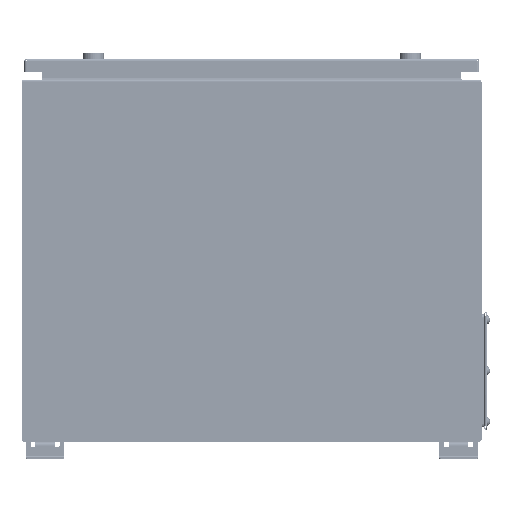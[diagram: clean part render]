
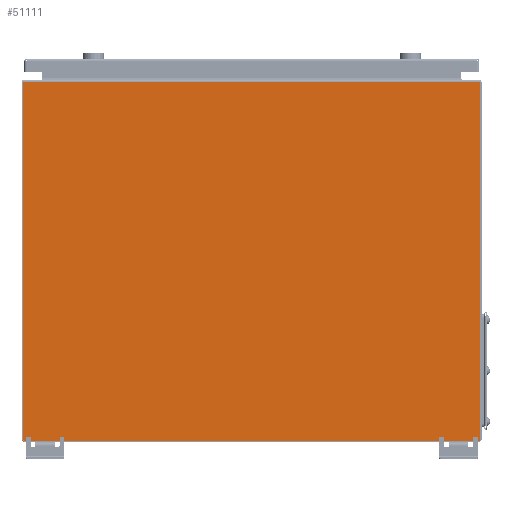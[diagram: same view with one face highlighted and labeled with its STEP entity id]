
A CAD part, left-side view. The second image highlights one B-rep face of the part: STEP entity #51111.
In plain terms, the highlighted planar face has unit normal (-1, 0, 0).
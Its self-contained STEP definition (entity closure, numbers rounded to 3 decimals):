
#2020 = CARTESIAN_POINT ( 'NONE',  ( -1.5, 300., -233.5 ) ) ;
#2148 = VERTEX_POINT ( 'NONE', #54683 ) ;
#2155 = CARTESIAN_POINT ( 'NONE',  ( -1.5, 297., -236.5 ) ) ;
#2172 = CARTESIAN_POINT ( 'NONE',  ( -1.5, 300., 236.5 ) ) ;
#5721 = EDGE_CURVE ( 'NONE', #47594, #29359, #52849, .T. ) ;
#9036 = LINE ( 'NONE', #27654, #28841 ) ;
#9600 = ORIENTED_EDGE ( 'NONE', *, *, #9844, .T. ) ;
#9844 = EDGE_CURVE ( 'NONE', #55323, #43202, #78073, .T. ) ;
#12505 = CARTESIAN_POINT ( 'NONE',  ( -1.5, 297., -233.5 ) ) ;
#13046 = DIRECTION ( 'NONE',  ( 0., 0., 1. ) ) ;
#13495 = LINE ( 'NONE', #59560, #26521 ) ;
#13662 = ORIENTED_EDGE ( 'NONE', *, *, #35074, .T. ) ;
#13871 = FACE_OUTER_BOUND ( 'NONE', #16248, .T. ) ;
#14971 = ORIENTED_EDGE ( 'NONE', *, *, #48606, .T. ) ;
#16013 = AXIS2_PLACEMENT_3D ( 'NONE', #47843, #16134, #41918 ) ;
#16134 = DIRECTION ( 'NONE',  ( -1., 0., 0. ) ) ;
#16248 = EDGE_LOOP ( 'NONE', ( #42459, #9600, #25667, #13662, #36720, #14971 ) ) ;
#17273 = CARTESIAN_POINT ( 'NONE',  ( -1.5, -300., -236.5 ) ) ;
#18980 = CARTESIAN_POINT ( 'NONE',  ( -1.5, 0., 0. ) ) ;
#20629 = PLANE ( 'NONE',  #31812 ) ;
#22017 = VERTEX_POINT ( 'NONE', #2155 ) ;
#23413 = CARTESIAN_POINT ( 'NONE',  ( -1.5, -300., -233.5 ) ) ;
#25471 = VECTOR ( 'NONE', #63321, 1000. ) ;
#25667 = ORIENTED_EDGE ( 'NONE', *, *, #81603, .F. ) ;
#26037 = DIRECTION ( 'NONE',  ( -1., 0., 0. ) ) ;
#26521 = VECTOR ( 'NONE', #66269, 1000. ) ;
#27109 = EDGE_CURVE ( 'NONE', #55323, #22017, #62481, .T. ) ;
#27654 = CARTESIAN_POINT ( 'NONE',  ( -1.5, -300., 233.5 ) ) ;
#28841 = VECTOR ( 'NONE', #73682, 1000. ) ;
#29359 = VERTEX_POINT ( 'NONE', #34639 ) ;
#31812 = AXIS2_PLACEMENT_3D ( 'NONE', #18980, #45590, #13046 ) ;
#34639 = CARTESIAN_POINT ( 'NONE',  ( -1.5, 300., 233.5 ) ) ;
#35074 = EDGE_CURVE ( 'NONE', #2148, #29359, #9036, .T. ) ;
#36720 = ORIENTED_EDGE ( 'NONE', *, *, #5721, .F. ) ;
#39114 = DIRECTION ( 'NONE',  ( 0., 0., 1. ) ) ;
#41918 = DIRECTION ( 'NONE',  ( 0., 0., 1. ) ) ;
#42459 = ORIENTED_EDGE ( 'NONE', *, *, #27109, .F. ) ;
#43202 = VERTEX_POINT ( 'NONE', #23413 ) ;
#45590 = DIRECTION ( 'NONE',  ( -1., 0., 0. ) ) ;
#46109 = DIRECTION ( 'NONE',  ( 0., 0., 1. ) ) ;
#47594 = VERTEX_POINT ( 'NONE', #2020 ) ;
#47843 = CARTESIAN_POINT ( 'NONE',  ( -1.5, -297., -233.5 ) ) ;
#48606 = EDGE_CURVE ( 'NONE', #47594, #22017, #78026, .T. ) ;
#51111 = ADVANCED_FACE ( 'NONE', ( #13871 ), #20629, .T. ) ;
#52340 = AXIS2_PLACEMENT_3D ( 'NONE', #12505, #26037, #39114 ) ;
#52849 = LINE ( 'NONE', #2172, #75728 ) ;
#54683 = CARTESIAN_POINT ( 'NONE',  ( -1.5, -300., 233.5 ) ) ;
#55323 = VERTEX_POINT ( 'NONE', #57757 ) ;
#57757 = CARTESIAN_POINT ( 'NONE',  ( -1.5, -297., -236.5 ) ) ;
#59560 = CARTESIAN_POINT ( 'NONE',  ( -1.5, -300., 236.5 ) ) ;
#62481 = LINE ( 'NONE', #17273, #25471 ) ;
#63321 = DIRECTION ( 'NONE',  ( 0., 1., 0. ) ) ;
#66269 = DIRECTION ( 'NONE',  ( 0., 0., -1. ) ) ;
#73682 = DIRECTION ( 'NONE',  ( 0., 1., 0. ) ) ;
#75728 = VECTOR ( 'NONE', #46109, 1000. ) ;
#78026 = CIRCLE ( 'NONE', #52340, 3. ) ;
#78073 = CIRCLE ( 'NONE', #16013, 3. ) ;
#81603 = EDGE_CURVE ( 'NONE', #2148, #43202, #13495, .T. ) ;
